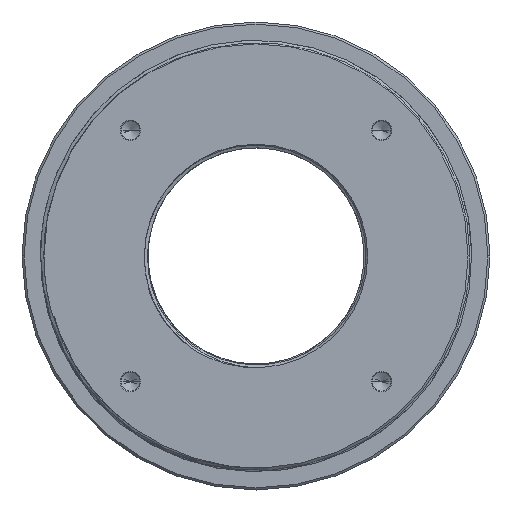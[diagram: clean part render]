
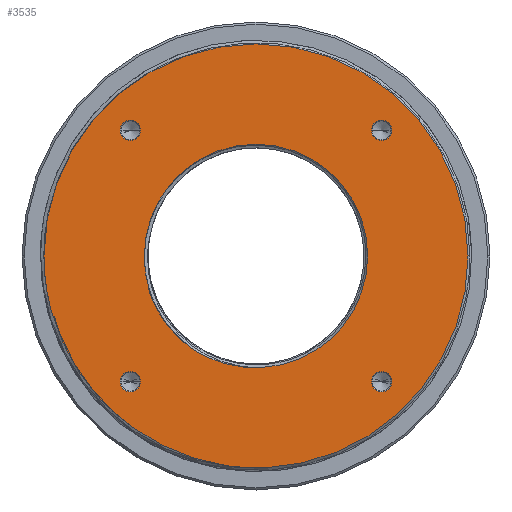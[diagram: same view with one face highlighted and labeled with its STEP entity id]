
A CAD part, top view. The second image highlights one B-rep face of the part: STEP entity #3535.
In plain terms, the highlighted planar face has unit normal (0, 0, 1).
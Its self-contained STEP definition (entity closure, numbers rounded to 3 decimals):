
#213=CARTESIAN_POINT('',(-14.721,-20.458,
0.));
#214=CARTESIAN_POINT('',(-13.8,-21.131,
0.));
#215=CARTESIAN_POINT('',(-11.889,-22.337,
0.));
#216=CARTESIAN_POINT('',(-8.786,-23.757,
0.));
#217=CARTESIAN_POINT('',(-5.527,-24.743,
0.));
#218=CARTESIAN_POINT('',(-2.158,-25.284,
0.));
#219=CARTESIAN_POINT('',(0.103,-25.34,
0.));
#220=CARTESIAN_POINT('',(1.243,-25.291,0.));
#222=CARTESIAN_POINT('',(-24.472,-6.502,
0.));
#223=CARTESIAN_POINT('',(-24.32,-7.061,
0.));
#224=CARTESIAN_POINT('',(-23.976,-8.167,
0.));
#225=CARTESIAN_POINT('',(-23.351,-9.783,
0.));
#226=CARTESIAN_POINT('',(-22.614,-11.357,
0.));
#227=CARTESIAN_POINT('',(-21.776,-12.869,
0.));
#228=CARTESIAN_POINT('',(-20.83,-14.331,
0.));
#229=CARTESIAN_POINT('',(-19.784,-15.726,
0.));
#230=CARTESIAN_POINT('',(-18.647,-17.04,
0.));
#231=CARTESIAN_POINT('',(-17.423,-18.273,
0.));
#232=CARTESIAN_POINT('',(-16.117,-19.418,
0.));
#233=CARTESIAN_POINT('',(-15.194,-20.122,
0.));
#234=CARTESIAN_POINT('',(-14.721,-20.458,
0.));
#236=CARTESIAN_POINT('',(0.,0.,0.));
#237=DIRECTION('',(0.,0.,1.));
#238=DIRECTION('',(-1.,0.,0.));
#239=AXIS2_PLACEMENT_3D('',#236,#237,#238);
#241=CARTESIAN_POINT('',(0.,0.,0.));
#242=DIRECTION('',(0.,0.,1.));
#243=DIRECTION('',(1.,0.,0.));
#244=AXIS2_PLACEMENT_3D('',#241,#242,#243);
#246=CARTESIAN_POINT('',(0.,0.,0.));
#247=DIRECTION('',(0.,0.,1.));
#248=DIRECTION('',(0.049,-0.999,0.));
#249=AXIS2_PLACEMENT_3D('',#246,#247,#248);
#251=CARTESIAN_POINT('',(0.654,-13.319,
0.));
#252=CARTESIAN_POINT('',(0.051,-13.356,
0.));
#253=CARTESIAN_POINT('',(-1.148,-13.348,
0.));
#254=CARTESIAN_POINT('',(-2.939,-13.095,
0.));
#255=CARTESIAN_POINT('',(-4.677,-12.605,
0.));
#256=CARTESIAN_POINT('',(-6.336,-11.885,
0.));
#257=CARTESIAN_POINT('',(-7.363,-11.266,
0.));
#258=CARTESIAN_POINT('',(-7.858,-10.919,
0.));
#260=CARTESIAN_POINT('',(0.,0.,0.));
#261=DIRECTION('',(0.,0.,-1.));
#262=DIRECTION('',(1.,0.,0.));
#263=AXIS2_PLACEMENT_3D('',#260,#261,#262);
#265=CARTESIAN_POINT('',(0.,0.,0.));
#266=DIRECTION('',(0.,0.,-1.));
#267=DIRECTION('',(-1.,0.,0.));
#268=AXIS2_PLACEMENT_3D('',#265,#266,#267);
#270=CARTESIAN_POINT('',(0.,0.,0.));
#271=DIRECTION('',(0.,0.,-1.));
#272=DIRECTION('',(-0.966,-0.257,0.));
#273=AXIS2_PLACEMENT_3D('',#270,#271,#272);
#275=CARTESIAN_POINT('',(-7.858,-10.919,
0.));
#276=CARTESIAN_POINT('',(-8.359,-10.548,
0.));
#277=CARTESIAN_POINT('',(-9.296,-9.749,
0.));
#278=CARTESIAN_POINT('',(-10.53,-8.361,
0.));
#279=CARTESIAN_POINT('',(-11.546,-6.845,
0.));
#280=CARTESIAN_POINT('',(-12.355,-5.19,
0.));
#281=CARTESIAN_POINT('',(-12.737,-4.026,
0.));
#282=CARTESIAN_POINT('',(-12.887,-3.426,
0.));
#284=CARTESIAN_POINT('',(15.,15.,0.));
#285=DIRECTION('',(0.,0.,-1.));
#286=DIRECTION('',(-1.,0.,0.));
#287=AXIS2_PLACEMENT_3D('',#284,#285,#286);
#289=CARTESIAN_POINT('',(15.,15.,0.));
#290=DIRECTION('',(0.,0.,-1.));
#291=DIRECTION('',(1.,0.,0.));
#292=AXIS2_PLACEMENT_3D('',#289,#290,#291);
#294=CARTESIAN_POINT('',(-15.,15.,0.));
#295=DIRECTION('',(0.,0.,-1.));
#296=DIRECTION('',(-1.,0.,0.));
#297=AXIS2_PLACEMENT_3D('',#294,#295,#296);
#299=CARTESIAN_POINT('',(-15.,15.,0.));
#300=DIRECTION('',(0.,0.,-1.));
#301=DIRECTION('',(1.,0.,0.));
#302=AXIS2_PLACEMENT_3D('',#299,#300,#301);
#304=CARTESIAN_POINT('',(-15.,-15.,0.));
#305=DIRECTION('',(0.,0.,-1.));
#306=DIRECTION('',(-1.,0.,0.));
#307=AXIS2_PLACEMENT_3D('',#304,#305,#306);
#309=CARTESIAN_POINT('',(-15.,-15.,0.));
#310=DIRECTION('',(0.,0.,-1.));
#311=DIRECTION('',(1.,0.,0.));
#312=AXIS2_PLACEMENT_3D('',#309,#310,#311);
#314=CARTESIAN_POINT('',(15.,-15.,0.));
#315=DIRECTION('',(0.,0.,-1.));
#316=DIRECTION('',(-1.,0.,0.));
#317=AXIS2_PLACEMENT_3D('',#314,#315,#316);
#319=CARTESIAN_POINT('',(15.,-15.,0.));
#320=DIRECTION('',(0.,0.,-1.));
#321=DIRECTION('',(1.,0.,0.));
#322=AXIS2_PLACEMENT_3D('',#319,#320,#321);
#616=CARTESIAN_POINT('',(-14.715,-20.462,
0.));
#1845=CARTESIAN_POINT('',(1.243,-25.291,
0.));
#2075=CARTESIAN_POINT('',(16.207,-15.,0.));
#2077=VERTEX_POINT('',#2075);
#2089=VERTEX_POINT('',#275);
#2090=VERTEX_POINT('',#282);
#2091=CARTESIAN_POINT('',(16.207,15.,0.));
#2092=CARTESIAN_POINT('',(13.794,15.,0.));
#2093=VERTEX_POINT('',#2091);
#2094=VERTEX_POINT('',#2092);
#2099=VERTEX_POINT('',#1845);
#2145=CARTESIAN_POINT('',(-16.207,-15.,0.));
#2146=CARTESIAN_POINT('',(-13.794,-15.,0.));
#2147=VERTEX_POINT('',#2145);
#2148=VERTEX_POINT('',#2146);
#2155=CARTESIAN_POINT('',(-16.207,15.,0.));
#2156=CARTESIAN_POINT('',(-13.794,15.,0.));
#2157=VERTEX_POINT('',#2155);
#2158=VERTEX_POINT('',#2156);
#2159=CARTESIAN_POINT('',(25.321,0.,0.));
#2160=VERTEX_POINT('',#2159);
#2169=CARTESIAN_POINT('',(13.794,-15.,0.));
#2170=VERTEX_POINT('',#2169);
#2171=CARTESIAN_POINT('',(13.335,0.,0.));
#2172=CARTESIAN_POINT('',(0.654,-13.319,0.));
#2173=VERTEX_POINT('',#2171);
#2174=VERTEX_POINT('',#2172);
#2181=CARTESIAN_POINT('',(-13.335,0.,0.));
#2182=VERTEX_POINT('',#2181);
#2249=VERTEX_POINT('',#616);
#2250=VERTEX_POINT('',#222);
#2251=CARTESIAN_POINT('',(-25.321,0.,0.));
#2252=VERTEX_POINT('',#2251);
#3483=CARTESIAN_POINT('',(0.,25.321,0.));
#3484=DIRECTION('',(0.,0.,1.));
#3485=DIRECTION('',(1.,0.,0.));
#3486=AXIS2_PLACEMENT_3D('',#3483,#3484,#3485);
#3487=PLANE('',#3486);
#3488=ORIENTED_EDGE('',*,*,#3460,.F.);
#3490=ORIENTED_EDGE('',*,*,#3489,.F.);
#3492=ORIENTED_EDGE('',*,*,#3491,.F.);
#3494=ORIENTED_EDGE('',*,*,#3493,.F.);
#3496=ORIENTED_EDGE('',*,*,#3495,.F.);
#3497=EDGE_LOOP('',(#3488,#3490,#3492,#3494,#3496));
#3498=FACE_OUTER_BOUND('',#3497,.F.);
#3500=ORIENTED_EDGE('',*,*,#3499,.F.);
#3502=ORIENTED_EDGE('',*,*,#3501,.F.);
#3504=ORIENTED_EDGE('',*,*,#3503,.F.);
#3506=ORIENTED_EDGE('',*,*,#3505,.F.);
#3508=ORIENTED_EDGE('',*,*,#3507,.F.);
#3509=EDGE_LOOP('',(#3500,#3502,#3504,#3506,#3508));
#3510=FACE_BOUND('',#3509,.F.);
#3512=ORIENTED_EDGE('',*,*,#3511,.F.);
#3514=ORIENTED_EDGE('',*,*,#3513,.F.);
#3515=EDGE_LOOP('',(#3512,#3514));
#3516=FACE_BOUND('',#3515,.F.);
#3518=ORIENTED_EDGE('',*,*,#3517,.F.);
#3520=ORIENTED_EDGE('',*,*,#3519,.F.);
#3521=EDGE_LOOP('',(#3518,#3520));
#3522=FACE_BOUND('',#3521,.F.);
#3524=ORIENTED_EDGE('',*,*,#3523,.F.);
#3526=ORIENTED_EDGE('',*,*,#3525,.F.);
#3527=EDGE_LOOP('',(#3524,#3526));
#3528=FACE_BOUND('',#3527,.F.);
#3530=ORIENTED_EDGE('',*,*,#3529,.F.);
#3532=ORIENTED_EDGE('',*,*,#3531,.F.);
#3533=EDGE_LOOP('',(#3530,#3532));
#3534=FACE_BOUND('',#3533,.F.);
#3535=ADVANCED_FACE('',(#3498,#3510,#3516,#3522,#3528,#3534),#3487,.T.);
#221=B_SPLINE_CURVE_WITH_KNOTS('',3,(#213,#214,#215,#216,#217,#218,#219,#220),
.UNSPECIFIED.,.F.,.F.,(4,1,1,1,1,4),(0.,0.2,0.4,0.6,0.8,1.),
.UNSPECIFIED.);
#235=B_SPLINE_CURVE_WITH_KNOTS('',3,(#222,#223,#224,#225,#226,#227,#228,#229,
#230,#231,#232,#233,#234),.UNSPECIFIED.,.F.,.F.,(4,1,1,1,1,1,1,1,1,1,4),(0.,
0.1,0.2,0.3,0.4,0.5,0.6,0.7,0.8,0.9,1.),.UNSPECIFIED.);
#240=CIRCLE('',#239,25.321);
#245=CIRCLE('',#244,25.321);
#250=CIRCLE('',#249,25.321);
#259=B_SPLINE_CURVE_WITH_KNOTS('',3,(#251,#252,#253,#254,#255,#256,#257,#258),
.UNSPECIFIED.,.F.,.F.,(4,1,1,1,1,4),(0.,0.2,0.4,0.6,0.8,1.),
.UNSPECIFIED.);
#264=CIRCLE('',#263,13.335);
#269=CIRCLE('',#268,13.335);
#274=CIRCLE('',#273,13.335);
#283=B_SPLINE_CURVE_WITH_KNOTS('',3,(#275,#276,#277,#278,#279,#280,#281,#282),
.UNSPECIFIED.,.F.,.F.,(4,1,1,1,1,4),(0.,0.2,0.4,0.6,0.8,1.),
.UNSPECIFIED.);
#288=CIRCLE('',#287,1.207);
#293=CIRCLE('',#292,1.207);
#298=CIRCLE('',#297,1.207);
#303=CIRCLE('',#302,1.207);
#308=CIRCLE('',#307,1.207);
#313=CIRCLE('',#312,1.207);
#318=CIRCLE('',#317,1.207);
#323=CIRCLE('',#322,1.207);
#3460=EDGE_CURVE('',#2249,#2099,#221,.T.);
#3489=EDGE_CURVE('',#2250,#2249,#235,.T.);
#3491=EDGE_CURVE('',#2252,#2250,#240,.T.);
#3493=EDGE_CURVE('',#2160,#2252,#245,.T.);
#3495=EDGE_CURVE('',#2099,#2160,#250,.T.);
#3499=EDGE_CURVE('',#2174,#2089,#259,.T.);
#3501=EDGE_CURVE('',#2173,#2174,#264,.T.);
#3503=EDGE_CURVE('',#2182,#2173,#269,.T.);
#3505=EDGE_CURVE('',#2090,#2182,#274,.T.);
#3507=EDGE_CURVE('',#2089,#2090,#283,.T.);
#3511=EDGE_CURVE('',#2094,#2093,#288,.T.);
#3513=EDGE_CURVE('',#2093,#2094,#293,.T.);
#3517=EDGE_CURVE('',#2157,#2158,#298,.T.);
#3519=EDGE_CURVE('',#2158,#2157,#303,.T.);
#3523=EDGE_CURVE('',#2147,#2148,#308,.T.);
#3525=EDGE_CURVE('',#2148,#2147,#313,.T.);
#3529=EDGE_CURVE('',#2170,#2077,#318,.T.);
#3531=EDGE_CURVE('',#2077,#2170,#323,.T.);
